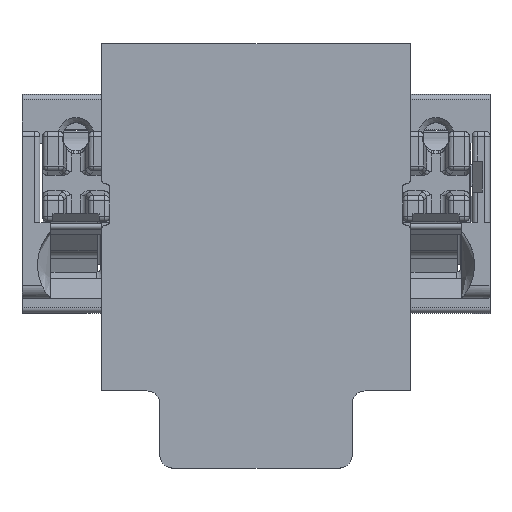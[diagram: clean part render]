
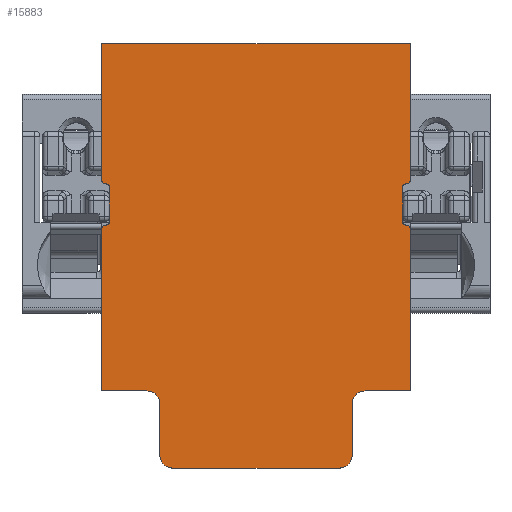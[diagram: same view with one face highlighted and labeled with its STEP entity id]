
A CAD part, top view. The second image highlights one B-rep face of the part: STEP entity #15883.
In plain terms, the highlighted planar face has unit normal (0, 0, 1).
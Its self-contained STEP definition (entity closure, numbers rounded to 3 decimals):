
#759=PLANE('',#17121);
#1136=CIRCLE('',#17089,0.148);
#1137=CIRCLE('',#17091,0.148);
#1138=CIRCLE('',#17094,0.148);
#1139=CIRCLE('',#17096,0.148);
#1140=CIRCLE('',#17100,0.5);
#1141=CIRCLE('',#17103,0.5);
#1142=CIRCLE('',#17106,0.5);
#1143=CIRCLE('',#17109,0.5);
#1144=CIRCLE('',#17113,0.148);
#1145=CIRCLE('',#17115,0.148);
#1146=CIRCLE('',#17118,0.148);
#1147=CIRCLE('',#17120,0.148);
#5361=ORIENTED_EDGE('',*,*,#7876,.T.);
#5362=ORIENTED_EDGE('',*,*,#7879,.T.);
#5363=ORIENTED_EDGE('',*,*,#7881,.T.);
#5364=ORIENTED_EDGE('',*,*,#7883,.T.);
#5365=ORIENTED_EDGE('',*,*,#7885,.T.);
#5366=ORIENTED_EDGE('',*,*,#7887,.T.);
#5367=ORIENTED_EDGE('',*,*,#7889,.T.);
#5368=ORIENTED_EDGE('',*,*,#7891,.T.);
#5369=ORIENTED_EDGE('',*,*,#7893,.T.);
#5370=ORIENTED_EDGE('',*,*,#7895,.T.);
#5371=ORIENTED_EDGE('',*,*,#7897,.T.);
#5372=ORIENTED_EDGE('',*,*,#7899,.T.);
#5373=ORIENTED_EDGE('',*,*,#7901,.T.);
#5374=ORIENTED_EDGE('',*,*,#7907,.T.);
#5375=ORIENTED_EDGE('',*,*,#7908,.T.);
#5376=ORIENTED_EDGE('',*,*,#7910,.T.);
#5377=ORIENTED_EDGE('',*,*,#7912,.T.);
#5378=ORIENTED_EDGE('',*,*,#7914,.T.);
#5379=ORIENTED_EDGE('',*,*,#7916,.T.);
#5380=ORIENTED_EDGE('',*,*,#7918,.T.);
#5381=ORIENTED_EDGE('',*,*,#7920,.T.);
#5382=ORIENTED_EDGE('',*,*,#7922,.T.);
#5383=ORIENTED_EDGE('',*,*,#7924,.T.);
#5384=ORIENTED_EDGE('',*,*,#7926,.T.);
#7876=EDGE_CURVE('',#9422,#9423,#11245,.T.);
#7879=EDGE_CURVE('',#9423,#9424,#11248,.T.);
#7881=EDGE_CURVE('',#9424,#9425,#11250,.T.);
#7883=EDGE_CURVE('',#9425,#9426,#1136,.T.);
#7885=EDGE_CURVE('',#9426,#9427,#1137,.T.);
#7887=EDGE_CURVE('',#9427,#9428,#11254,.T.);
#7889=EDGE_CURVE('',#9428,#9429,#1138,.T.);
#7891=EDGE_CURVE('',#9429,#9430,#1139,.T.);
#7893=EDGE_CURVE('',#9430,#9431,#11258,.T.);
#7895=EDGE_CURVE('',#9431,#9432,#11260,.T.);
#7897=EDGE_CURVE('',#9432,#9433,#1140,.T.);
#7899=EDGE_CURVE('',#9433,#9434,#11263,.T.);
#7901=EDGE_CURVE('',#9434,#9435,#1141,.T.);
#7907=EDGE_CURVE('',#9435,#9438,#11270,.T.);
#7908=EDGE_CURVE('',#9438,#9439,#1142,.T.);
#7910=EDGE_CURVE('',#9439,#9440,#11272,.T.);
#7912=EDGE_CURVE('',#9440,#9441,#1143,.T.);
#7914=EDGE_CURVE('',#9441,#9442,#11275,.T.);
#7916=EDGE_CURVE('',#9442,#9443,#11277,.T.);
#7918=EDGE_CURVE('',#9443,#9444,#1144,.T.);
#7920=EDGE_CURVE('',#9444,#9445,#1145,.T.);
#7922=EDGE_CURVE('',#9445,#9446,#11281,.T.);
#7924=EDGE_CURVE('',#9446,#9447,#1146,.T.);
#7926=EDGE_CURVE('',#9447,#9422,#1147,.T.);
#9422=VERTEX_POINT('',#26226);
#9423=VERTEX_POINT('',#26227);
#9424=VERTEX_POINT('',#26232);
#9425=VERTEX_POINT('',#26236);
#9426=VERTEX_POINT('',#26240);
#9427=VERTEX_POINT('',#26244);
#9428=VERTEX_POINT('',#26248);
#9429=VERTEX_POINT('',#26252);
#9430=VERTEX_POINT('',#26256);
#9431=VERTEX_POINT('',#26260);
#9432=VERTEX_POINT('',#26264);
#9433=VERTEX_POINT('',#26268);
#9434=VERTEX_POINT('',#26272);
#9435=VERTEX_POINT('',#26276);
#9438=VERTEX_POINT('',#26285);
#9439=VERTEX_POINT('',#26289);
#9440=VERTEX_POINT('',#26293);
#9441=VERTEX_POINT('',#26297);
#9442=VERTEX_POINT('',#26301);
#9443=VERTEX_POINT('',#26305);
#9444=VERTEX_POINT('',#26309);
#9445=VERTEX_POINT('',#26313);
#9446=VERTEX_POINT('',#26317);
#9447=VERTEX_POINT('',#26321);
#11245=LINE('',#26225,#13115);
#11248=LINE('',#26231,#13118);
#11250=LINE('',#26235,#13120);
#11254=LINE('',#26247,#13124);
#11258=LINE('',#26259,#13128);
#11260=LINE('',#26263,#13130);
#11263=LINE('',#26271,#13133);
#11270=LINE('',#26286,#13140);
#11272=LINE('',#26292,#13142);
#11275=LINE('',#26300,#13145);
#11277=LINE('',#26304,#13147);
#11281=LINE('',#26316,#13151);
#13115=VECTOR('',#21086,1000.);
#13118=VECTOR('',#21091,1000.);
#13120=VECTOR('',#21095,1000.);
#13124=VECTOR('',#21109,1000.);
#13128=VECTOR('',#21123,1000.);
#13130=VECTOR('',#21127,1000.);
#13133=VECTOR('',#21136,1000.);
#13140=VECTOR('',#21149,1000.);
#13142=VECTOR('',#21157,1000.);
#13145=VECTOR('',#21166,1000.);
#13147=VECTOR('',#21170,1000.);
#13151=VECTOR('',#21184,1000.);
#14036=EDGE_LOOP('',(#5361,#5362,#5363,#5364,#5365,#5366,#5367,#5368,#5369,
#5370,#5371,#5372,#5373,#5374,#5375,#5376,#5377,#5378,#5379,#5380,#5381,
#5382,#5383,#5384));
#14873=FACE_BOUND('',#14036,.T.);
#15883=ADVANCED_FACE('',(#14873),#759,.T.);
#17089=AXIS2_PLACEMENT_3D('',#26239,#21099,#21100);
#17091=AXIS2_PLACEMENT_3D('',#26243,#21104,#21105);
#17094=AXIS2_PLACEMENT_3D('',#26251,#21113,#21114);
#17096=AXIS2_PLACEMENT_3D('',#26255,#21118,#21119);
#17100=AXIS2_PLACEMENT_3D('',#26267,#21131,#21132);
#17103=AXIS2_PLACEMENT_3D('',#26275,#21140,#21141);
#17106=AXIS2_PLACEMENT_3D('',#26288,#21152,#21153);
#17109=AXIS2_PLACEMENT_3D('',#26296,#21161,#21162);
#17113=AXIS2_PLACEMENT_3D('',#26308,#21174,#21175);
#17115=AXIS2_PLACEMENT_3D('',#26312,#21179,#21180);
#17118=AXIS2_PLACEMENT_3D('',#26320,#21188,#21189);
#17120=AXIS2_PLACEMENT_3D('',#26324,#21193,#21194);
#17121=AXIS2_PLACEMENT_3D('',#26325,#21195,#21196);
#21086=DIRECTION('',(0.,1.,0.));
#21091=DIRECTION('',(-1.,0.,0.));
#21095=DIRECTION('',(0.,-1.,0.));
#21099=DIRECTION('',(0.,0.,1.));
#21100=DIRECTION('',(1.,0.,0.));
#21104=DIRECTION('',(0.,0.,-1.));
#21105=DIRECTION('',(-1.,0.,0.));
#21109=DIRECTION('',(0.,-1.,0.));
#21113=DIRECTION('',(0.,0.,-1.));
#21114=DIRECTION('',(-1.,0.,0.));
#21118=DIRECTION('',(0.,0.,1.));
#21119=DIRECTION('',(1.,0.,0.));
#21123=DIRECTION('',(0.,-1.,0.));
#21127=DIRECTION('',(1.,0.,0.));
#21131=DIRECTION('',(0.,0.,-1.));
#21132=DIRECTION('',(-1.,0.,0.));
#21136=DIRECTION('',(0.,-1.,0.));
#21140=DIRECTION('',(0.,0.,1.));
#21141=DIRECTION('',(1.,0.,0.));
#21149=DIRECTION('',(1.,0.,0.));
#21152=DIRECTION('',(0.,0.,1.));
#21153=DIRECTION('',(-1.,0.,0.));
#21157=DIRECTION('',(0.,1.,0.));
#21161=DIRECTION('',(0.,0.,-1.));
#21162=DIRECTION('',(1.,0.,0.));
#21166=DIRECTION('',(1.,0.,0.));
#21170=DIRECTION('',(0.,1.,0.));
#21174=DIRECTION('',(0.,0.,1.));
#21175=DIRECTION('',(1.,0.,0.));
#21179=DIRECTION('',(0.,0.,-1.));
#21180=DIRECTION('',(1.,0.,0.));
#21184=DIRECTION('',(0.,1.,0.));
#21188=DIRECTION('',(0.,0.,-1.));
#21189=DIRECTION('',(1.,0.,0.));
#21193=DIRECTION('',(0.,0.,1.));
#21194=DIRECTION('',(-1.,0.,0.));
#21195=DIRECTION('',(0.,0.,1.));
#21196=DIRECTION('',(1.,0.,0.));
#26225=CARTESIAN_POINT('',(6.,0.95,0.));
#26226=CARTESIAN_POINT('',(6.,0.95,0.));
#26227=CARTESIAN_POINT('',(6.,6.25,0.));
#26231=CARTESIAN_POINT('',(6.,6.25,0.));
#26232=CARTESIAN_POINT('',(-6.,6.25,0.));
#26235=CARTESIAN_POINT('',(-6.,6.25,0.));
#26236=CARTESIAN_POINT('',(-6.,0.95,0.));
#26239=CARTESIAN_POINT('',(-5.852,0.95,0.));
#26240=CARTESIAN_POINT('',(-5.85,0.802,0.));
#26243=CARTESIAN_POINT('',(-5.848,0.655,0.));
#26244=CARTESIAN_POINT('',(-5.7,0.655,0.));
#26247=CARTESIAN_POINT('',(-5.7,-0.655,0.));
#26248=CARTESIAN_POINT('',(-5.7,-0.655,0.));
#26251=CARTESIAN_POINT('',(-5.848,-0.655,0.));
#26252=CARTESIAN_POINT('',(-5.85,-0.802,0.));
#26255=CARTESIAN_POINT('',(-5.852,-0.95,0.));
#26256=CARTESIAN_POINT('',(-6.,-0.95,0.));
#26259=CARTESIAN_POINT('',(-6.,-0.95,0.));
#26260=CARTESIAN_POINT('',(-6.,-7.25,0.));
#26263=CARTESIAN_POINT('',(-6.,-7.25,0.));
#26264=CARTESIAN_POINT('',(-4.24,-7.25,0.));
#26267=CARTESIAN_POINT('',(-4.24,-7.75,0.));
#26268=CARTESIAN_POINT('',(-3.74,-7.75,0.));
#26271=CARTESIAN_POINT('',(-3.74,-7.75,0.));
#26272=CARTESIAN_POINT('',(-3.74,-9.75,0.));
#26275=CARTESIAN_POINT('',(-3.24,-9.75,0.));
#26276=CARTESIAN_POINT('',(-3.24,-10.25,0.));
#26285=CARTESIAN_POINT('',(3.24,-10.25,0.));
#26286=CARTESIAN_POINT('',(-3.24,-10.25,0.));
#26288=CARTESIAN_POINT('',(3.24,-9.75,0.));
#26289=CARTESIAN_POINT('',(3.74,-9.75,0.));
#26292=CARTESIAN_POINT('',(3.74,-7.75,0.));
#26293=CARTESIAN_POINT('',(3.74,-7.75,0.));
#26296=CARTESIAN_POINT('',(4.24,-7.75,0.));
#26297=CARTESIAN_POINT('',(4.24,-7.25,0.));
#26300=CARTESIAN_POINT('',(6.,-7.25,0.));
#26301=CARTESIAN_POINT('',(6.,-7.25,0.));
#26304=CARTESIAN_POINT('',(6.,-7.25,0.));
#26305=CARTESIAN_POINT('',(6.,-0.95,0.));
#26308=CARTESIAN_POINT('',(5.852,-0.95,0.));
#26309=CARTESIAN_POINT('',(5.85,-0.802,0.));
#26312=CARTESIAN_POINT('',(5.848,-0.655,0.));
#26313=CARTESIAN_POINT('',(5.7,-0.655,0.));
#26316=CARTESIAN_POINT('',(5.7,-0.655,0.));
#26317=CARTESIAN_POINT('',(5.7,0.655,0.));
#26320=CARTESIAN_POINT('',(5.848,0.655,0.));
#26321=CARTESIAN_POINT('',(5.85,0.802,0.));
#26324=CARTESIAN_POINT('',(5.852,0.95,0.));
#26325=CARTESIAN_POINT('',(-5.852,0.95,0.));
